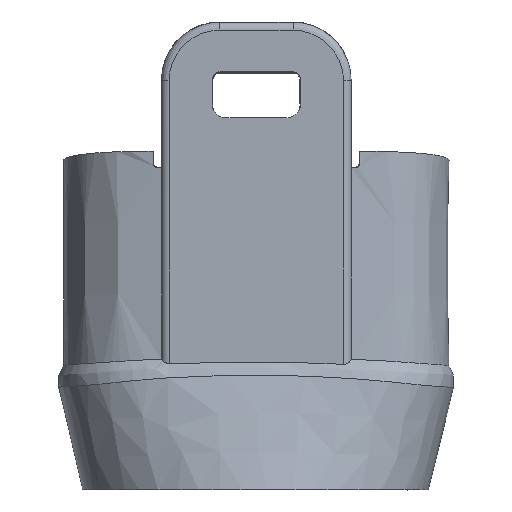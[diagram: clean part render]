
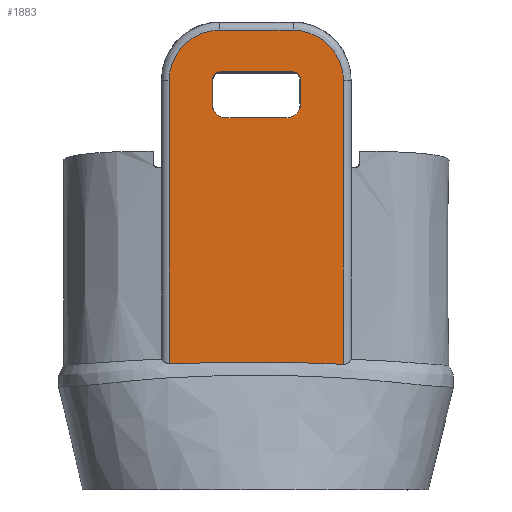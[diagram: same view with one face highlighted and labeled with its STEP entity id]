
A CAD part, left-side view. The second image highlights one B-rep face of the part: STEP entity #1883.
In plain terms, the highlighted planar face has unit normal (-1, 0.002, 0).
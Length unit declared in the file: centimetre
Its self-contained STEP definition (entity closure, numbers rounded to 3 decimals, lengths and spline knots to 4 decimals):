
#13=FACE_BOUND($,#285,.T.);
#71=PLANE($,#2005);
#179=FACE_OUTER_BOUND($,#284,.T.);
#284=EDGE_LOOP($,(#1446,#1447,#1448,#1449,#1450,#1451));
#285=EDGE_LOOP($,(#1452,#1453,#1454,#1455,#1456,#1457,#1458,#1459));
#384=B_SPLINE_CURVE_WITH_KNOTS($,3,(#3264,#3265,#3266,#3267,#3268,#3269,
#3270,#3271,#3272,#3273,#3274,#3275,#3276,#3277,#3278,#3279,#3280,#3281,
#3282,#3283,#3284,#3285),.UNSPECIFIED.,.F.,.F.,(4,2,2,2,2,2,2,2,2,2,4),
(0.0499,0.1773,0.2941,0.4183,
0.6871,0.9791,1.816,5.0218,6.1689,
7.4804,8.224),.UNSPECIFIED.);
#511=ELLIPSE($,#2006,0.6404,0.64);
#512=ELLIPSE($,#2007,0.6404,0.64);
#513=ELLIPSE($,#2008,0.1001,0.1);
#514=ELLIPSE($,#2009,0.1759,0.175);
#515=ELLIPSE($,#2010,0.1759,0.175);
#516=ELLIPSE($,#2011,0.1001,0.1);
#559=LINE($,#4503,#627);
#560=LINE($,#4507,#628);
#561=LINE($,#4510,#629);
#562=LINE($,#4513,#630);
#563=LINE($,#4517,#631);
#564=LINE($,#4521,#632);
#565=LINE($,#4525,#633);
#627=VECTOR($,#2228,3.6206);
#628=VECTOR($,#2231,0.94);
#629=VECTOR($,#2234,3.6078);
#630=VECTOR($,#2235,1.0247);
#631=VECTOR($,#2238,0.3071);
#632=VECTOR($,#2241,0.7776);
#633=VECTOR($,#2244,0.3072);
#735=VERTEX_POINT($,#3236);
#736=VERTEX_POINT($,#3263);
#781=VERTEX_POINT($,#4502);
#782=VERTEX_POINT($,#4504);
#783=VERTEX_POINT($,#4506);
#784=VERTEX_POINT($,#4508);
#785=VERTEX_POINT($,#4511);
#786=VERTEX_POINT($,#4512);
#787=VERTEX_POINT($,#4514);
#788=VERTEX_POINT($,#4516);
#789=VERTEX_POINT($,#4518);
#790=VERTEX_POINT($,#4520);
#791=VERTEX_POINT($,#4522);
#792=VERTEX_POINT($,#4524);
#951=EDGE_CURVE($,#736,#735,#384,.T.);
#1029=EDGE_CURVE($,#781,#735,#559,.T.);
#1030=EDGE_CURVE($,#782,#781,#511,.T.);
#1031=EDGE_CURVE($,#783,#782,#560,.T.);
#1032=EDGE_CURVE($,#784,#783,#512,.T.);
#1033=EDGE_CURVE($,#736,#784,#561,.T.);
#1034=EDGE_CURVE($,#785,#786,#562,.T.);
#1035=EDGE_CURVE($,#787,#786,#513,.F.);
#1036=EDGE_CURVE($,#788,#787,#563,.F.);
#1037=EDGE_CURVE($,#789,#788,#514,.T.);
#1038=EDGE_CURVE($,#790,#789,#564,.F.);
#1039=EDGE_CURVE($,#791,#790,#515,.T.);
#1040=EDGE_CURVE($,#792,#791,#565,.F.);
#1041=EDGE_CURVE($,#785,#792,#516,.F.);
#1446=ORIENTED_EDGE($,*,*,#951,.T.);
#1447=ORIENTED_EDGE($,*,*,#1029,.F.);
#1448=ORIENTED_EDGE($,*,*,#1030,.F.);
#1449=ORIENTED_EDGE($,*,*,#1031,.F.);
#1450=ORIENTED_EDGE($,*,*,#1032,.F.);
#1451=ORIENTED_EDGE($,*,*,#1033,.F.);
#1452=ORIENTED_EDGE($,*,*,#1034,.T.);
#1453=ORIENTED_EDGE($,*,*,#1035,.F.);
#1454=ORIENTED_EDGE($,*,*,#1036,.F.);
#1455=ORIENTED_EDGE($,*,*,#1037,.F.);
#1456=ORIENTED_EDGE($,*,*,#1038,.F.);
#1457=ORIENTED_EDGE($,*,*,#1039,.F.);
#1458=ORIENTED_EDGE($,*,*,#1040,.F.);
#1459=ORIENTED_EDGE($,*,*,#1041,.F.);
#1883=ADVANCED_FACE($,(#179,#13),#71,.F.);
#2005=AXIS2_PLACEMENT_3D($,#4501,#2226,#2227);
#2006=AXIS2_PLACEMENT_3D($,#4505,#2229,#2230);
#2007=AXIS2_PLACEMENT_3D($,#4509,#2232,#2233);
#2008=AXIS2_PLACEMENT_3D($,#4515,#2236,#2237);
#2009=AXIS2_PLACEMENT_3D($,#4519,#2239,#2240);
#2010=AXIS2_PLACEMENT_3D($,#4523,#2242,#2243);
#2011=AXIS2_PLACEMENT_3D($,#4526,#2245,#2246);
#2226=DIRECTION('center_axis',(1.,-0.002,0.));
#2227=DIRECTION('ref_axis',(0.,0.,-1.));
#2228=DIRECTION($,(0.,0.,-1.));
#2229=DIRECTION('center_axis',(1.,-0.002,0.));
#2230=DIRECTION('ref_axis',(0.,0.,
1.));
#2231=DIRECTION($,(-0.002,-1.,0.));
#2232=DIRECTION('center_axis',(1.,-0.002,0.));
#2233=DIRECTION('ref_axis',(0.,0.,
1.));
#2234=DIRECTION($,(0.,0.,1.));
#2235=DIRECTION($,(-0.002,-1.,0.));
#2236=DIRECTION('center_axis',(1.,-0.002,0.));
#2237=DIRECTION('ref_axis',(0.001,0.723,-0.691));
#2238=DIRECTION($,(0.,-0.001,-1.));
#2239=DIRECTION('center_axis',(-1.,0.002,0.));
#2240=DIRECTION('ref_axis',(0.001,0.353,-0.936));
#2241=DIRECTION($,(0.002,1.,0.));
#2242=DIRECTION('center_axis',(-1.,0.002,0.));
#2243=DIRECTION('ref_axis',(-0.001,-0.324,-0.946));
#2244=DIRECTION($,(0.,-0.001,1.));
#2245=DIRECTION('center_axis',(1.,-0.002,0.));
#2246=DIRECTION('ref_axis',(-0.001,-0.689,-0.725));
#3236=CARTESIAN_POINT('',(-16.2537,11.3857,3.3439));
#3263=CARTESIAN_POINT('',(-16.25,13.6057,3.3567));
#3264=CARTESIAN_POINT('Ctrl Pts',(-16.25,13.6057,3.3567));
#3265=CARTESIAN_POINT('Ctrl Pts',(-16.25,13.5629,3.3602));
#3266=CARTESIAN_POINT('Ctrl Pts',(-16.2501,13.5196,3.3628));
#3267=CARTESIAN_POINT('Ctrl Pts',(-16.2502,13.4386,3.3667));
#3268=CARTESIAN_POINT('Ctrl Pts',(-16.2503,13.3994,3.3681));
#3269=CARTESIAN_POINT('Ctrl Pts',(-16.2504,13.3194,3.3703));
#3270=CARTESIAN_POINT('Ctrl Pts',(-16.2505,13.2778,3.3712));
#3271=CARTESIAN_POINT('Ctrl Pts',(-16.2507,13.1474,3.373));
#3272=CARTESIAN_POINT('Ctrl Pts',(-16.2509,13.0535,3.3732));
#3273=CARTESIAN_POINT('Ctrl Pts',(-16.2512,12.8707,3.373));
#3274=CARTESIAN_POINT('Ctrl Pts',(-16.2513,12.8052,3.3726));
#3275=CARTESIAN_POINT('Ctrl Pts',(-16.2522,12.2878,3.3701));
#3276=CARTESIAN_POINT('Ctrl Pts',(-16.2522,12.246,3.3704));
#3277=CARTESIAN_POINT('Ctrl Pts',(-16.2525,12.1122,3.3699));
#3278=CARTESIAN_POINT('Ctrl Pts',(-16.2528,11.9336,3.3691));
#3279=CARTESIAN_POINT('Ctrl Pts',(-16.2531,11.7485,3.3651));
#3280=CARTESIAN_POINT('Ctrl Pts',(-16.2532,11.699,3.3637));
#3281=CARTESIAN_POINT('Ctrl Pts',(-16.2533,11.5944,3.3595));
#3282=CARTESIAN_POINT('Ctrl Pts',(-16.2534,11.5372,3.3565));
#3283=CARTESIAN_POINT('Ctrl Pts',(-16.2536,11.4497,3.35));
#3284=CARTESIAN_POINT('Ctrl Pts',(-16.2536,11.4176,3.3472));
#3285=CARTESIAN_POINT('Ctrl Pts',(-16.2537,11.3857,3.3439));
#4501=CARTESIAN_POINT('Origin',(-16.2519,12.4557,5.5052));
#4502=CARTESIAN_POINT('',(-16.2537,11.3857,6.9645));
#4503=CARTESIAN_POINT($,(-16.2537,11.3857,5.5052));
#4504=CARTESIAN_POINT('',(-16.2526,12.0256,7.6049));
#4505=CARTESIAN_POINT('Origin',(-16.2526,12.0257,6.9645));
#4506=CARTESIAN_POINT('',(-16.251,12.9656,7.605));
#4507=CARTESIAN_POINT($,(-16.2519,12.4755,7.6049));
#4508=CARTESIAN_POINT('',(-16.25,13.6057,6.9646));
#4509=CARTESIAN_POINT('Origin',(-16.251,12.9657,6.9646));
#4510=CARTESIAN_POINT($,(-16.25,13.6057,5.5052));
#4511=CARTESIAN_POINT('',(-16.251,13.0063,7.0621));
#4512=CARTESIAN_POINT('',(-16.2527,11.9816,7.0621));
#4513=CARTESIAN_POINT($,(-16.252,12.4019,7.0621));
#4514=CARTESIAN_POINT('',(-16.2528,11.9297,6.9741));
#4515=CARTESIAN_POINT('Origin',(-16.2526,12.0297,6.9743));
#4516=CARTESIAN_POINT('',(-16.2528,11.9295,6.667));
#4517=CARTESIAN_POINT($,(-16.2528,11.9292,6.2828));
#4518=CARTESIAN_POINT('',(-16.2525,12.1052,6.4905));
#4519=CARTESIAN_POINT('Origin',(-16.2525,12.1046,6.6663));
#4520=CARTESIAN_POINT('',(-16.2512,12.8828,6.4904));
#4521=CARTESIAN_POINT($,(-16.2519,12.475,6.4904));
#4522=CARTESIAN_POINT('',(-16.2509,13.0585,6.6668));
#4523=CARTESIAN_POINT('Origin',(-16.2512,12.8834,6.6662));
#4524=CARTESIAN_POINT('',(-16.2509,13.0583,6.974));
#4525=CARTESIAN_POINT($,(-16.2509,13.0587,6.2828));
#4526=CARTESIAN_POINT('Origin',(-16.2511,12.9582,6.9742));
